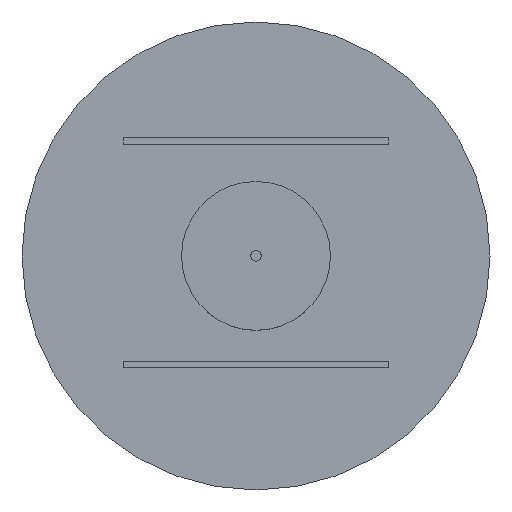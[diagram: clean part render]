
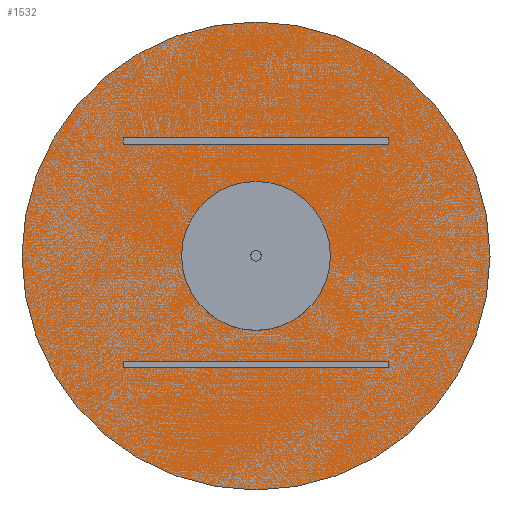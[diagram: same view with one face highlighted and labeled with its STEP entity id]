
A CAD part, top view. The second image highlights one B-rep face of the part: STEP entity #1532.
In plain terms, the highlighted planar face has unit normal (0, 0, 1).
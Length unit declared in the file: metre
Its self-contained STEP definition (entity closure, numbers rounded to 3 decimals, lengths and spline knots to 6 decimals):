
#1448 = EDGE_CURVE('',#1449,#1449,#1451,.T.);
#1449 = VERTEX_POINT('',#1450);
#1450 = CARTESIAN_POINT('',(2200.,0.,7000.));
#1451 = SURFACE_CURVE('',#1452,(#1457,#1469),.PCURVE_S1.);
#1452 = CIRCLE('',#1453,2200.);
#1453 = AXIS2_PLACEMENT_3D('',#1454,#1455,#1456);
#1454 = CARTESIAN_POINT('',(0.,0.,7000.));
#1455 = DIRECTION('',(0.,0.,1.));
#1456 = DIRECTION('',(1.,0.,0.));
#1457 = PCURVE('',#1458,#1463);
#1458 = CONICAL_SURFACE('',#1459,1100.,0.833);
#1459 = AXIS2_PLACEMENT_3D('',#1460,#1461,#1462);
#1460 = CARTESIAN_POINT('',(0.,0.,6000.));
#1461 = DIRECTION('',(0.,0.,1.));
#1462 = DIRECTION('',(1.,0.,0.));
#1463 = DEFINITIONAL_REPRESENTATION('',(#1464),#1468);
#1464 = LINE('',#1465,#1466);
#1465 = CARTESIAN_POINT('',(0.,1000.));
#1466 = VECTOR('',#1467,1.);
#1467 = DIRECTION('',(1.,0.));
#1468 = ( GEOMETRIC_REPRESENTATION_CONTEXT(2) 
PARAMETRIC_REPRESENTATION_CONTEXT() REPRESENTATION_CONTEXT('2D SPACE',''
  ) );
#1469 = PCURVE('',#1470,#1475);
#1470 = PLANE('',#1471);
#1471 = AXIS2_PLACEMENT_3D('',#1472,#1473,#1474);
#1472 = CARTESIAN_POINT('',(0.,0.,7000.));
#1473 = DIRECTION('',(0.,0.,1.));
#1474 = DIRECTION('',(1.,0.,0.));
#1475 = DEFINITIONAL_REPRESENTATION('',(#1476),#1480);
#1476 = CIRCLE('',#1477,2200.);
#1477 = AXIS2_PLACEMENT_2D('',#1478,#1479);
#1478 = CARTESIAN_POINT('',(0.,0.));
#1479 = DIRECTION('',(1.,0.));
#1480 = ( GEOMETRIC_REPRESENTATION_CONTEXT(2) 
PARAMETRIC_REPRESENTATION_CONTEXT() REPRESENTATION_CONTEXT('2D SPACE',''
  ) );
#1532 = ADVANCED_FACE('',(#1533),#1470,.T.);
#1533 = FACE_BOUND('',#1534,.T.);
#1534 = EDGE_LOOP('',(#1535));
#1535 = ORIENTED_EDGE('',*,*,#1448,.T.);
